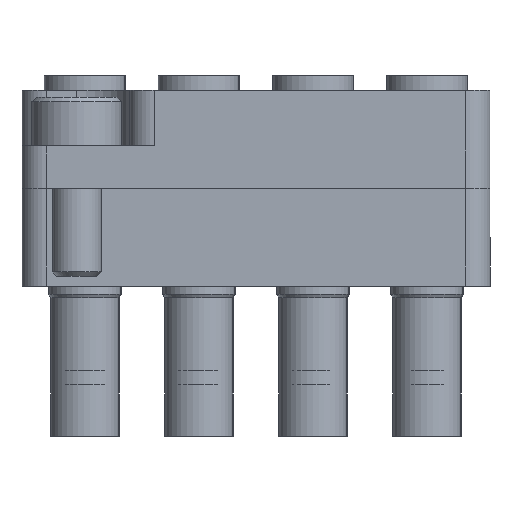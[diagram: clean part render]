
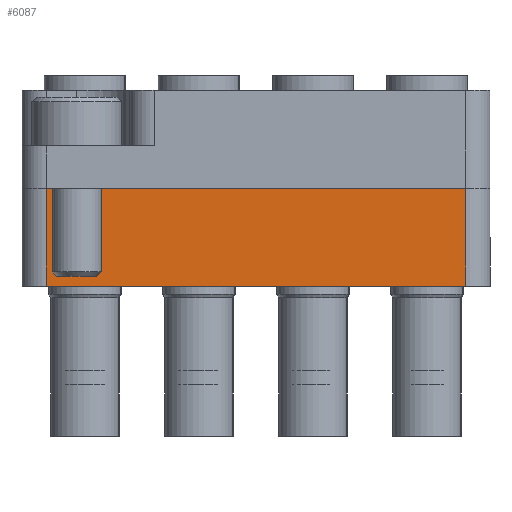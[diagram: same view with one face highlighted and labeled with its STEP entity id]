
A CAD part, front view. The second image highlights one B-rep face of the part: STEP entity #6087.
In plain terms, the highlighted face is planar.
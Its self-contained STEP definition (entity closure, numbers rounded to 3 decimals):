
#227 = DIRECTION ( 'NONE',  ( -1., 0., 0. ) ) ;
#858 = CARTESIAN_POINT ( 'NONE',  ( 22., 0., -12.85 ) ) ;
#1288 = ORIENTED_EDGE ( 'NONE', *, *, #16610, .F. ) ;
#1799 = CARTESIAN_POINT ( 'NONE',  ( 22., -6., 12.85 ) ) ;
#2015 = VERTEX_POINT ( 'NONE', #8607 ) ;
#2245 = VECTOR ( 'NONE', #4166, 1000. ) ;
#2656 = DIRECTION ( 'NONE',  ( 0., 1., 0. ) ) ;
#3460 = CARTESIAN_POINT ( 'NONE',  ( 22., -6., -12.85 ) ) ;
#3961 = CARTESIAN_POINT ( 'NONE',  ( 22., -6., 12.85 ) ) ;
#4166 = DIRECTION ( 'NONE',  ( 0., 0., 1. ) ) ;
#4270 = CARTESIAN_POINT ( 'NONE',  ( 22., -6., 14.35 ) ) ;
#4821 = VERTEX_POINT ( 'NONE', #3961 ) ;
#5068 = LINE ( 'NONE', #1799, #17625 ) ;
#6087 = ADVANCED_FACE ( 'NONE', ( #14803 ), #16269, .F. ) ;
#6261 = ORIENTED_EDGE ( 'NONE', *, *, #10183, .T. ) ;
#7084 = LINE ( 'NONE', #4270, #2245 ) ;
#8580 = VERTEX_POINT ( 'NONE', #3460 ) ;
#8607 = CARTESIAN_POINT ( 'NONE',  ( 22., 0., 12.85 ) ) ;
#8639 = LINE ( 'NONE', #858, #17950 ) ;
#8964 = LINE ( 'NONE', #14914, #14189 ) ;
#9150 = ORIENTED_EDGE ( 'NONE', *, *, #16914, .T. ) ;
#9777 = DIRECTION ( 'NONE',  ( 0., -1., 0. ) ) ;
#9895 = VERTEX_POINT ( 'NONE', #15266 ) ;
#10183 = EDGE_CURVE ( 'NONE', #9895, #2015, #8964, .T. ) ;
#10184 = ORIENTED_EDGE ( 'NONE', *, *, #18046, .T. ) ;
#11284 = EDGE_LOOP ( 'NONE', ( #1288, #10184, #6261, #9150 ) ) ;
#12914 = DIRECTION ( 'NONE',  ( 0., 0., 1. ) ) ;
#14189 = VECTOR ( 'NONE', #18150, 1000. ) ;
#14803 = FACE_OUTER_BOUND ( 'NONE', #11284, .T. ) ;
#14914 = CARTESIAN_POINT ( 'NONE',  ( 22., 0., 14.35 ) ) ;
#15266 = CARTESIAN_POINT ( 'NONE',  ( 22., 0., -12.85 ) ) ;
#16170 = CARTESIAN_POINT ( 'NONE',  ( 22., -6., 14.35 ) ) ;
#16269 = PLANE ( 'NONE',  #16542 ) ;
#16542 = AXIS2_PLACEMENT_3D ( 'NONE', #16170, #227, #12914 ) ;
#16610 = EDGE_CURVE ( 'NONE', #8580, #4821, #7084, .T. ) ;
#16914 = EDGE_CURVE ( 'NONE', #2015, #4821, #5068, .T. ) ;
#17625 = VECTOR ( 'NONE', #9777, 1000. ) ;
#17950 = VECTOR ( 'NONE', #2656, 1000. ) ;
#18046 = EDGE_CURVE ( 'NONE', #8580, #9895, #8639, .T. ) ;
#18150 = DIRECTION ( 'NONE',  ( 0., 0., 1. ) ) ;
